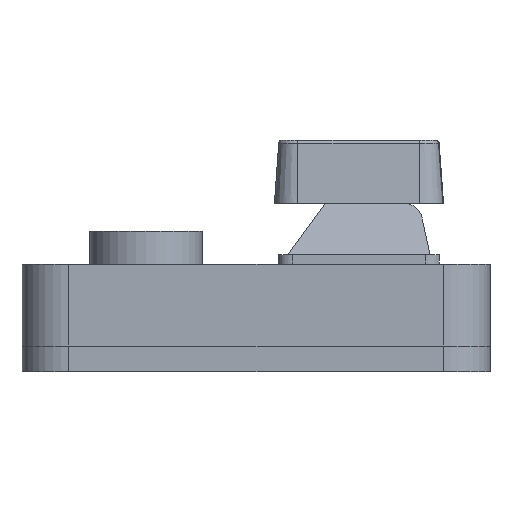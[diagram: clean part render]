
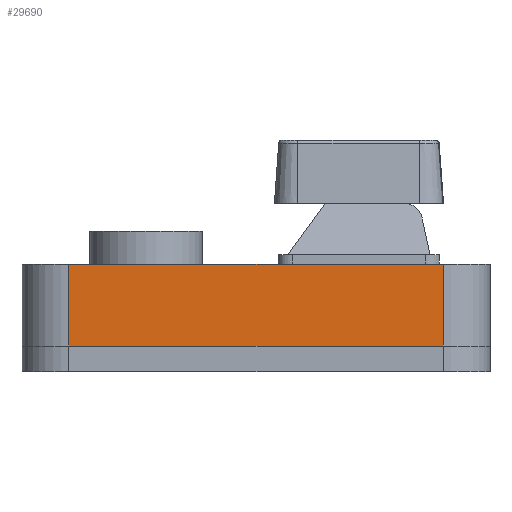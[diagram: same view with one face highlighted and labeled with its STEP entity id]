
A CAD part, left-side view. The second image highlights one B-rep face of the part: STEP entity #29690.
In plain terms, the highlighted planar face has unit normal (-1, 0, 0).
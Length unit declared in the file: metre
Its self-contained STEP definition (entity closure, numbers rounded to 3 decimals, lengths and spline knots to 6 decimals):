
#4222=ORIENTED_EDGE('',*,*,#12018,.T.);
#4223=ORIENTED_EDGE('',*,*,#11886,.T.);
#4224=ORIENTED_EDGE('',*,*,#12019,.T.);
#4225=ORIENTED_EDGE('',*,*,#12020,.F.);
#11886=EDGE_CURVE('',#15960,#15966,#18962,.T.);
#12018=EDGE_CURVE('',#16065,#15960,#19056,.F.);
#12019=EDGE_CURVE('',#15966,#16066,#19057,.T.);
#12020=EDGE_CURVE('',#16065,#16066,#19058,.T.);
#15960=VERTEX_POINT('',#42622);
#15966=VERTEX_POINT('',#42634);
#16065=VERTEX_POINT('',#42899);
#16066=VERTEX_POINT('',#42901);
#18962=LINE('',#42635,#22100);
#19056=LINE('',#42898,#22194);
#19057=LINE('',#42900,#22195);
#19058=LINE('',#42902,#22196);
#22100=VECTOR('',#34455,1.);
#22194=VECTOR('',#34683,1.);
#22195=VECTOR('',#34684,1.);
#22196=VECTOR('',#34685,1.);
#24953=EDGE_LOOP('',(#4222,#4223,#4224,#4225));
#26828=FACE_BOUND('',#24953,.T.);
#28528=PLANE('',#31787);
#29690=ADVANCED_FACE('',(#26828),#28528,.T.);
#31787=AXIS2_PLACEMENT_3D('',#42897,#34681,#34682);
#34455=DIRECTION('',(0.,1.,0.));
#34681=DIRECTION('',(-1.,0.,0.));
#34682=DIRECTION('',(0.,-1.,0.));
#34683=DIRECTION('',(0.,0.,-1.));
#34684=DIRECTION('',(0.,0.,-1.));
#34685=DIRECTION('',(0.,1.,0.));
#42622=CARTESIAN_POINT('',(-0.025,-0.02,0.0015));
#42634=CARTESIAN_POINT('',(-0.025,0.02,0.0015));
#42635=CARTESIAN_POINT('',(-0.025,0.,0.0015));
#42897=CARTESIAN_POINT('',(-0.025,0.,0.0015));
#42898=CARTESIAN_POINT('',(-0.025,-0.02,0.0015));
#42899=CARTESIAN_POINT('',(-0.025,-0.02,-0.00725));
#42900=CARTESIAN_POINT('',(-0.025,0.02,0.0015));
#42901=CARTESIAN_POINT('',(-0.025,0.02,-0.00725));
#42902=CARTESIAN_POINT('',(-0.025,0.,-0.00725));
